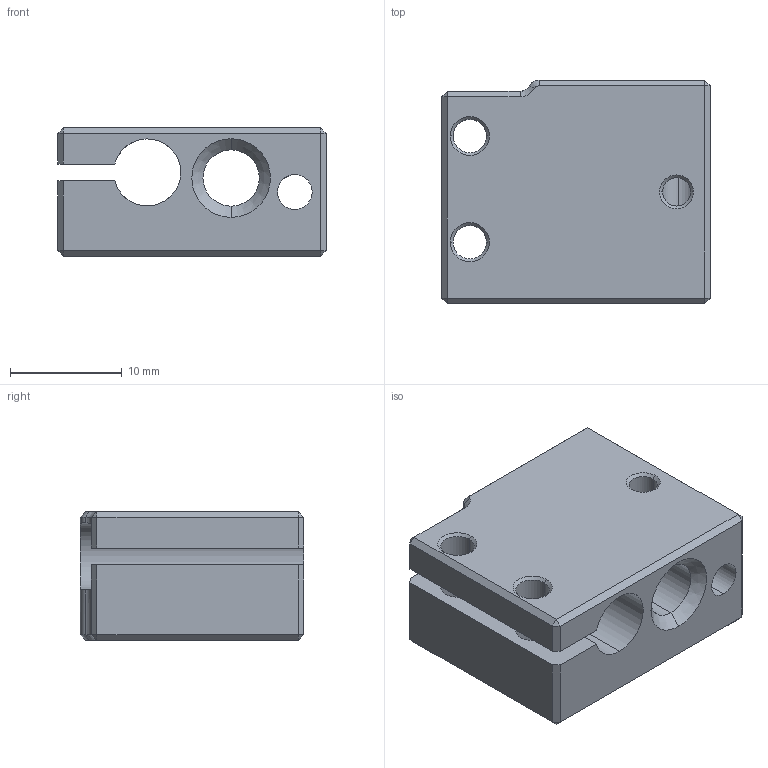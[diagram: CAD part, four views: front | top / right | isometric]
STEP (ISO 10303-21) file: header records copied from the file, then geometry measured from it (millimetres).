
FILE_DESCRIPTION (( 'STEP AP203' ), '1' );
FILE_NAME ('VolcanoHotend.STEP', '2023-08-04T23:26:53', ( '' ), ( '' ), 'SwSTEP 2.0', 'SolidWorks 2023', '' );
FILE_SCHEMA (( 'CONFIG_CONTROL_DESIGN' ));
Length unit declared in the file: inch
Products named in the file (1): VolcanoHotend
Bounding box: 24 x 20 x 11.5 mm (x, y, z)
Volume: 3951.9 mm3; surface area: 2891.7 mm2
Topology: 1 solids, 1 shells, 82 faces, 199 edges, 117 vertices
Faces by surface type: plane 41, cylinder 24, cone 17
Entity records: 2514 total; most frequent: CARTESIAN_POINT 485, DIRECTION 411, ORIENTED_EDGE 398, EDGE_CURVE 199, AXIS2_PLACEMENT_3D 141, VECTOR 129, LINE 129, VERTEX_POINT 117
